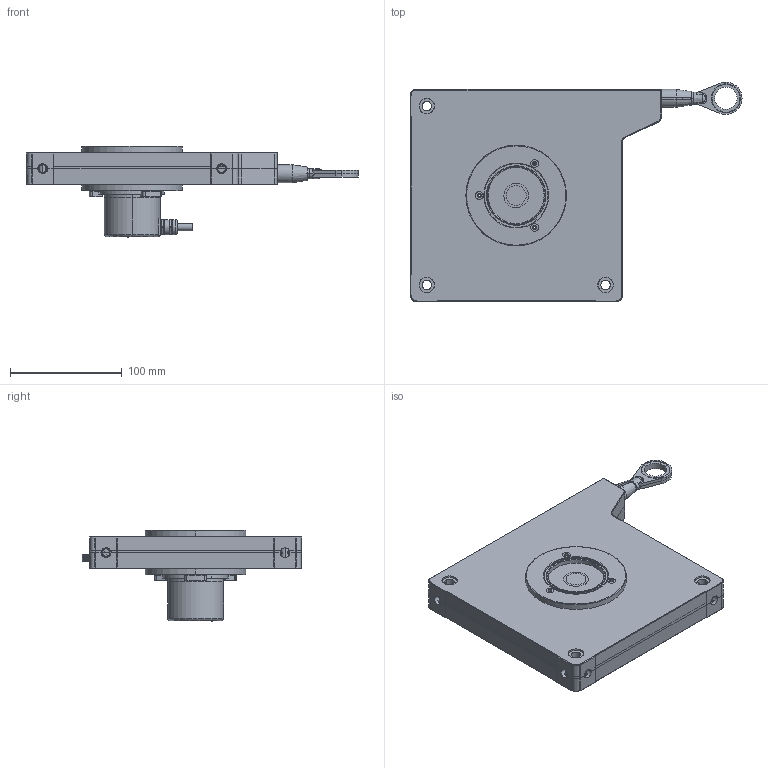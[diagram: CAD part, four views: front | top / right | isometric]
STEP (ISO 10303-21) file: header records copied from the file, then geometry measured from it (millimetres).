
FILE_DESCRIPTION (( 'STEP AP214' ), '1' );
FILE_NAME ('LCF190-AP-01外形图（配JSCM50S编码器）（带指示灯）.STEP', '2024-06-05T08:41:42', ( 'NING MEI' ), ( '' ), 'SwSTEP 2.0', 'SolidWorks 2014', '' );
FILE_SCHEMA (( 'AUTOMOTIVE_DESIGN' ));
Length unit declared in the file: millimetre
Products named in the file (1): LCF190-AP-01外形图（配JSCM50S编码器）（带指示灯）
Bounding box: 297 x 196.4 x 81.8 mm (x, y, z)
Surface area: 125991.1 mm2 (no closed solid volume)
Topology: 0 solids, 41 shells, 519 faces, 1775 edges, 1250 vertices
Faces by surface type: plane 214, cylinder 162, cone 66, torus 36, sphere 21, bspline 20
Entity records: 26613 total; most frequent: CARTESIAN_POINT 6071, DIRECTION 3205, ORIENTED_EDGE 2641, EDGE_CURVE 1760, VERTEX_POINT 1250, AXIS2_PLACEMENT_3D 1170, LINE 865, VECTOR 865
